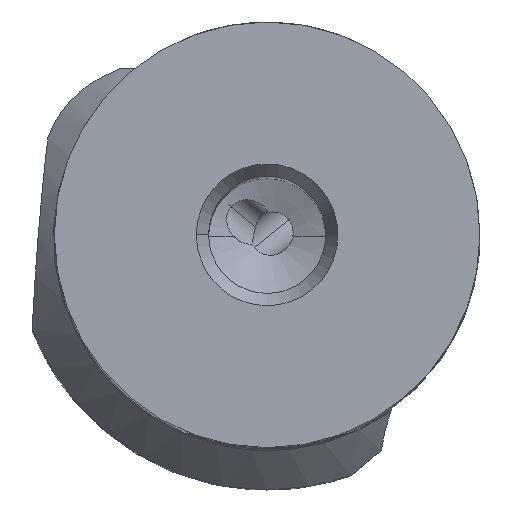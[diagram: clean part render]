
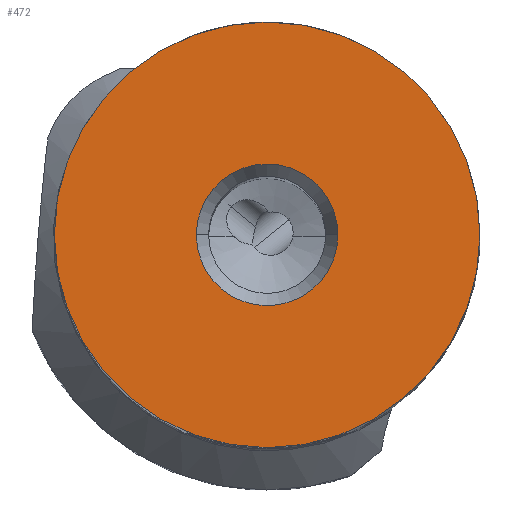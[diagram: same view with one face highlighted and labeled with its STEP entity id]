
A CAD part, top view. The second image highlights one B-rep face of the part: STEP entity #472.
In plain terms, the highlighted planar face has unit normal (0, 0, 1).
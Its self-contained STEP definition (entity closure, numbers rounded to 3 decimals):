
#50=FACE_BOUND('',#715,.T.);
#51=FACE_BOUND('',#716,.T.);
#117=PLANE('',#2115);
#472=ADVANCED_FACE('',(#50,#51),#117,.T.);
#715=EDGE_LOOP('',(#1185,#1186));
#716=EDGE_LOOP('',(#1187,#1188));
#815=CIRCLE('',#2098,20.);
#819=CIRCLE('',#2109,20.);
#820=CIRCLE('',#2113,6.655);
#821=CIRCLE('',#2114,6.655);
#1185=ORIENTED_EDGE('',*,*,#1804,.F.);
#1186=ORIENTED_EDGE('',*,*,#1817,.F.);
#1187=ORIENTED_EDGE('',*,*,#1822,.F.);
#1188=ORIENTED_EDGE('',*,*,#1823,.F.);
#1567=VERTEX_POINT('',#3861);
#1568=VERTEX_POINT('',#3863);
#1580=VERTEX_POINT('',#3917);
#1581=VERTEX_POINT('',#3918);
#1804=EDGE_CURVE('',#1567,#1568,#815,.T.);
#1817=EDGE_CURVE('',#1568,#1567,#819,.T.);
#1822=EDGE_CURVE('',#1580,#1581,#820,.T.);
#1823=EDGE_CURVE('',#1581,#1580,#821,.T.);
#2098=AXIS2_PLACEMENT_3D('',#3862,#2487,#2488);
#2109=AXIS2_PLACEMENT_3D('',#3906,#2513,#2514);
#2113=AXIS2_PLACEMENT_3D('',#3916,#2523,#2524);
#2114=AXIS2_PLACEMENT_3D('',#3919,#2525,#2526);
#2115=AXIS2_PLACEMENT_3D('',#3920,#2527,#2528);
#2487=DIRECTION('',(0.,0.,-1.));
#2488=DIRECTION('',(1.,0.,0.));
#2513=DIRECTION('',(0.,0.,-1.));
#2514=DIRECTION('',(-1.,0.,0.));
#2523=DIRECTION('',(0.,0.,1.));
#2524=DIRECTION('',(1.,0.,0.));
#2525=DIRECTION('',(0.,0.,1.));
#2526=DIRECTION('',(-1.,0.,0.));
#2527=DIRECTION('',(0.,0.,1.));
#2528=DIRECTION('',(-1.,0.,0.));
#3861=CARTESIAN_POINT('',(20.,0.,0.));
#3862=CARTESIAN_POINT('',(0.,0.,0.));
#3863=CARTESIAN_POINT('',(-20.,0.,0.));
#3906=CARTESIAN_POINT('',(0.,0.,0.));
#3916=CARTESIAN_POINT('',(0.,0.,0.));
#3917=CARTESIAN_POINT('',(6.655,0.,0.));
#3918=CARTESIAN_POINT('',(-6.655,0.,0.));
#3919=CARTESIAN_POINT('',(0.,0.,0.));
#3920=CARTESIAN_POINT('',(0.,0.,0.));
